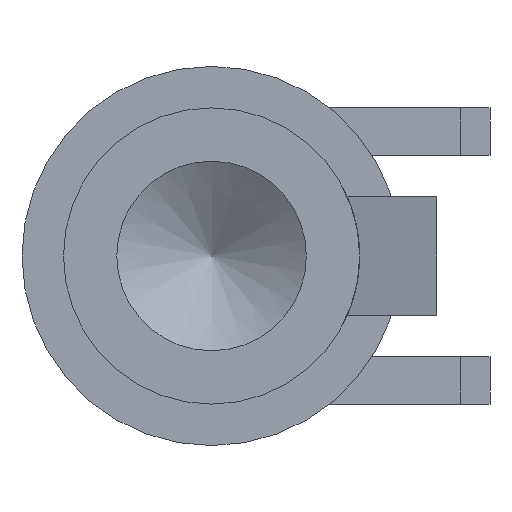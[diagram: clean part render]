
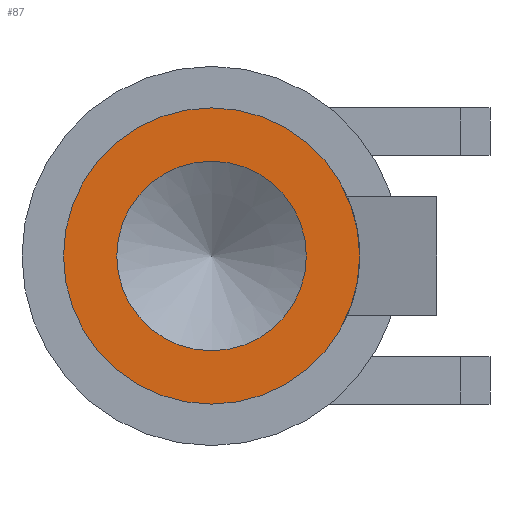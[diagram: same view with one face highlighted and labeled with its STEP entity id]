
A CAD part, front view. The second image highlights one B-rep face of the part: STEP entity #87.
In plain terms, the highlighted planar face has unit normal (0, -1, 0).
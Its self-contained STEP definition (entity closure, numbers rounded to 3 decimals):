
#56=FACE_BOUND('',#198,.T.);
#57=FACE_BOUND('',#199,.T.);
#71=CIRCLE('',#710,0.8);
#72=CIRCLE('',#712,1.25);
#87=ADVANCED_FACE('',(#56,#57),#123,.F.);
#123=PLANE('',#713);
#198=EDGE_LOOP('',(#282));
#199=EDGE_LOOP('',(#283));
#282=ORIENTED_EDGE('',*,*,#497,.T.);
#283=ORIENTED_EDGE('',*,*,#498,.F.);
#434=VERTEX_POINT('',#1010);
#435=VERTEX_POINT('',#1013);
#497=EDGE_CURVE('',#434,#434,#71,.T.);
#498=EDGE_CURVE('',#435,#435,#72,.T.);
#710=AXIS2_PLACEMENT_3D('',#1009,#812,#813);
#712=AXIS2_PLACEMENT_3D('',#1012,#816,#817);
#713=AXIS2_PLACEMENT_3D('',#1014,#818,#819);
#812=DIRECTION('',(0.,1.,0.));
#813=DIRECTION('',(0.,0.,1.));
#816=DIRECTION('',(0.,1.,0.));
#817=DIRECTION('',(1.,0.,0.));
#818=DIRECTION('',(0.,1.,0.));
#819=DIRECTION('',(0.,0.,1.));
#1009=CARTESIAN_POINT('',(0.,-0.009,-20.));
#1010=CARTESIAN_POINT('',(0.,-0.009,-19.2));
#1012=CARTESIAN_POINT('',(0.,-0.009,-20.));
#1013=CARTESIAN_POINT('',(1.25,-0.009,-20.));
#1014=CARTESIAN_POINT('',(0.,-0.009,-20.));
